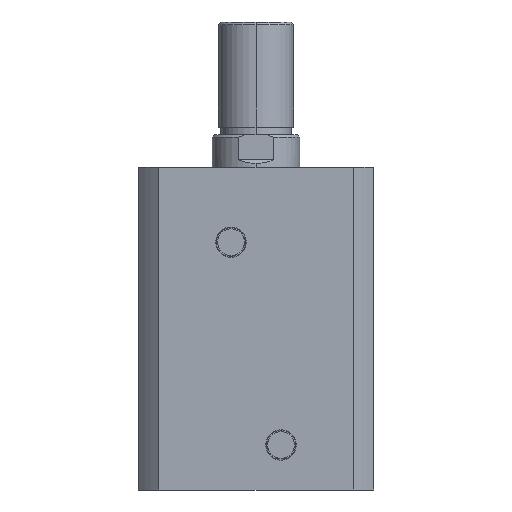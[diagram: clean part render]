
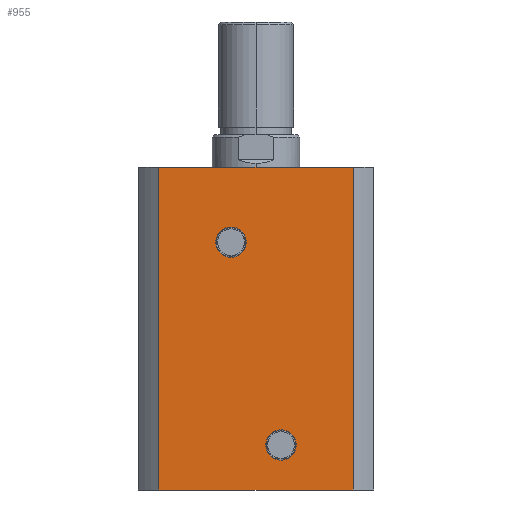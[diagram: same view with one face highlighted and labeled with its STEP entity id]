
A CAD part, left-side view. The second image highlights one B-rep face of the part: STEP entity #955.
In plain terms, the highlighted planar face has unit normal (-1, 0, 0).
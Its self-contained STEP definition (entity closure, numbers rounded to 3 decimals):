
#445 = EDGE_CURVE ( 'NONE', #2333, #2338, #1729, .T. ) ;
#450 = EDGE_CURVE ( 'NONE', #2004, #2338, #1735, .T. ) ;
#580 = EDGE_CURVE ( 'NONE', #2031, #2127, #2354, .T. ) ;
#590 = EDGE_CURVE ( 'NONE', #2127, #2031, #2367, .T. ) ;
#601 = EDGE_CURVE ( 'NONE', #2112, #2058, #2390, .T. ) ;
#610 = EDGE_CURVE ( 'NONE', #2058, #2112, #2401, .T. ) ;
#634 = EDGE_CURVE ( 'NONE', #2005, #2333, #2448, .T. ) ;
#644 = EDGE_CURVE ( 'NONE', #2005, #2004, #2466, .T. ) ;
#955 = ADVANCED_FACE ( 'NONE', ( #3777, #3775, #3778 ), #2965, .F. ) ;
#1012 = ORIENTED_EDGE ( 'NONE', *, *, #634, .T. ) ;
#1014 = ORIENTED_EDGE ( 'NONE', *, *, #450, .F. ) ;
#1015 = ORIENTED_EDGE ( 'NONE', *, *, #445, .T. ) ;
#1019 = ORIENTED_EDGE ( 'NONE', *, *, #644, .F. ) ;
#1026 = ORIENTED_EDGE ( 'NONE', *, *, #580, .F. ) ;
#1027 = ORIENTED_EDGE ( 'NONE', *, *, #590, .F. ) ;
#1102 = CARTESIAN_POINT ( 'NONE',  ( -47., 38.884, 129. ) ) ;
#1103 = DIRECTION ( 'NONE',  ( 0., 0., -1. ) ) ;
#1114 = DIRECTION ( 'NONE',  ( 0., -1., 0. ) ) ;
#1115 = CARTESIAN_POINT ( 'NONE',  ( -47., 0., 129. ) ) ;
#1282 = AXIS2_PLACEMENT_3D ( 'NONE', #1956, #1957, #1958 ) ;
#1287 = AXIS2_PLACEMENT_3D ( 'NONE', #1931, #1932, #1933 ) ;
#1291 = AXIS2_PLACEMENT_3D ( 'NONE', #1903, #1904, #1905 ) ;
#1296 = AXIS2_PLACEMENT_3D ( 'NONE', #1880, #1881, #1882 ) ;
#1405 = CARTESIAN_POINT ( 'NONE',  ( -47., -38.884, 129. ) ) ;
#1729 = LINE ( 'NONE', #1777, #1733 ) ;
#1733 = VECTOR ( 'NONE', #3039, 1000. ) ;
#1735 = LINE ( 'NONE', #1405, #1740 ) ;
#1740 = VECTOR ( 'NONE', #1980, 1000. ) ;
#1777 = CARTESIAN_POINT ( 'NONE',  ( -47., 0., 0. ) ) ;
#1880 = CARTESIAN_POINT ( 'NONE',  ( -47., -10., 18. ) ) ;
#1881 = DIRECTION ( 'NONE',  ( -1., 0., 0. ) ) ;
#1882 = DIRECTION ( 'NONE',  ( 0., 0., 1. ) ) ;
#1903 = CARTESIAN_POINT ( 'NONE',  ( -47., -10., 18. ) ) ;
#1904 = DIRECTION ( 'NONE',  ( -1., 0., 0. ) ) ;
#1905 = DIRECTION ( 'NONE',  ( 0., 0., 1. ) ) ;
#1931 = CARTESIAN_POINT ( 'NONE',  ( -47., 10., 99. ) ) ;
#1932 = DIRECTION ( 'NONE',  ( -1., 0., 0. ) ) ;
#1933 = DIRECTION ( 'NONE',  ( 0., 0., 1. ) ) ;
#1956 = CARTESIAN_POINT ( 'NONE',  ( -47., 10., 99. ) ) ;
#1957 = DIRECTION ( 'NONE',  ( -1., 0., 0. ) ) ;
#1958 = DIRECTION ( 'NONE',  ( 0., 0., 1. ) ) ;
#1980 = DIRECTION ( 'NONE',  ( 0., 0., -1. ) ) ;
#2004 = VERTEX_POINT ( 'NONE', #3315 ) ;
#2005 = VERTEX_POINT ( 'NONE', #3310 ) ;
#2031 = VERTEX_POINT ( 'NONE', #3340 ) ;
#2058 = VERTEX_POINT ( 'NONE', #3367 ) ;
#2112 = VERTEX_POINT ( 'NONE', #3421 ) ;
#2127 = VERTEX_POINT ( 'NONE', #3436 ) ;
#2333 = VERTEX_POINT ( 'NONE', #3480 ) ;
#2338 = VERTEX_POINT ( 'NONE', #3485 ) ;
#2354 = CIRCLE ( 'NONE', #1296, 6.06 ) ;
#2367 = CIRCLE ( 'NONE', #1291, 6.06 ) ;
#2390 = CIRCLE ( 'NONE', #1287, 6.06 ) ;
#2401 = CIRCLE ( 'NONE', #1282, 6.06 ) ;
#2448 = LINE ( 'NONE', #1102, #2451 ) ;
#2451 = VECTOR ( 'NONE', #1103, 1000. ) ;
#2466 = LINE ( 'NONE', #1115, #2468 ) ;
#2468 = VECTOR ( 'NONE', #1114, 1000. ) ;
#2811 = EDGE_LOOP ( 'NONE', ( #1015, #1014, #1019, #1012 ) ) ;
#2817 = EDGE_LOOP ( 'NONE', ( #3161, #3171 ) ) ;
#2850 = EDGE_LOOP ( 'NONE', ( #1026, #1027 ) ) ;
#2958 = DIRECTION ( 'NONE',  ( 1., 0., 0. ) ) ;
#2964 = CARTESIAN_POINT ( 'NONE',  ( -47., 0., 129. ) ) ;
#2965 = PLANE ( 'NONE',  #3098 ) ;
#2967 = DIRECTION ( 'NONE',  ( 0., 1., 0. ) ) ;
#3039 = DIRECTION ( 'NONE',  ( 0., -1., 0. ) ) ;
#3098 = AXIS2_PLACEMENT_3D ( 'NONE', #2964, #2958, #2967 ) ;
#3161 = ORIENTED_EDGE ( 'NONE', *, *, #610, .F. ) ;
#3171 = ORIENTED_EDGE ( 'NONE', *, *, #601, .F. ) ;
#3310 = CARTESIAN_POINT ( 'NONE',  ( -47., 38.884, 129. ) ) ;
#3315 = CARTESIAN_POINT ( 'NONE',  ( -47., -38.884, 129. ) ) ;
#3340 = CARTESIAN_POINT ( 'NONE',  ( -47., -10., 24.06 ) ) ;
#3367 = CARTESIAN_POINT ( 'NONE',  ( -47., 10., 105.06 ) ) ;
#3421 = CARTESIAN_POINT ( 'NONE',  ( -47., 10., 92.94 ) ) ;
#3436 = CARTESIAN_POINT ( 'NONE',  ( -47., -10., 11.94 ) ) ;
#3480 = CARTESIAN_POINT ( 'NONE',  ( -47., 38.884, 0. ) ) ;
#3485 = CARTESIAN_POINT ( 'NONE',  ( -47., -38.884, 0. ) ) ;
#3775 = FACE_BOUND ( 'NONE', #2850, .T. ) ;
#3777 = FACE_BOUND ( 'NONE', #2817, .T. ) ;
#3778 = FACE_OUTER_BOUND ( 'NONE', #2811, .T. ) ;
